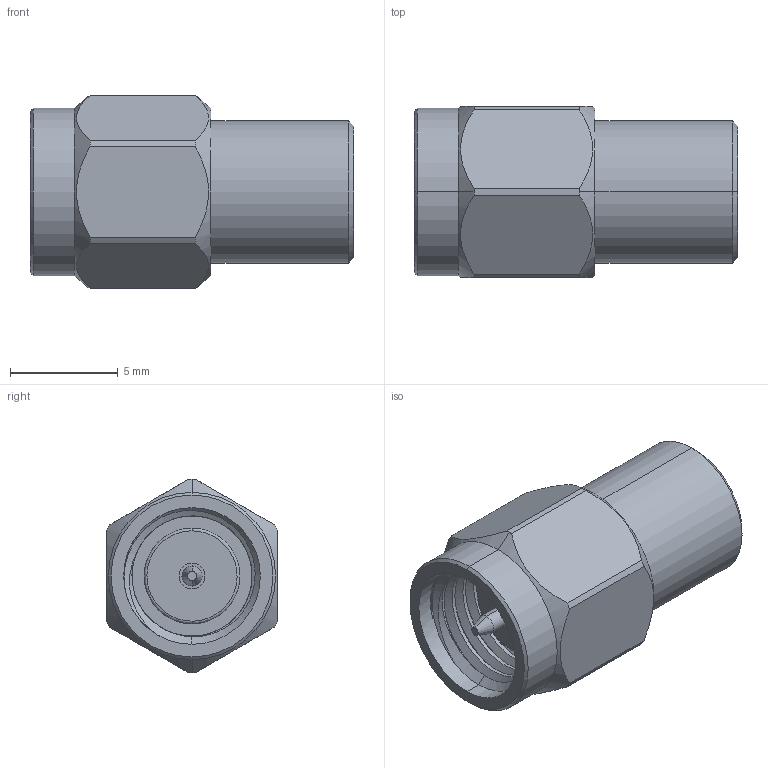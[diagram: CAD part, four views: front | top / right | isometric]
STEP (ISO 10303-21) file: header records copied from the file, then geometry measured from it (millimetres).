
FILE_DESCRIPTION (( 'STEP AP214' ), '1' );
FILE_NAME ('ST1810_3D.step', '2025-05-21T21:25:36', ( '' ), ( '' ), 'SwSTEP 2.0', 'SolidWorks 2022', '' );
FILE_SCHEMA (( 'AUTOMOTIVE_DESIGN' ));
Length unit declared in the file: inch
Products named in the file (1): ST1810_3D
Bounding box: 15 x 7.94 x 8.99 mm (x, y, z)
Volume: 557.9 mm3; surface area: 632.4 mm2
Topology: 1 solids, 1 shells, 135 faces, 343 edges, 224 vertices
Faces by surface type: bspline 49, plane 42, cylinder 31, cone 13
Entity records: 7785 total; most frequent: CARTESIAN_POINT 4885, ORIENTED_EDGE 686, DIRECTION 427, EDGE_CURVE 343, VERTEX_POINT 224, LINE 153, VECTOR 153, EDGE_LOOP 149
